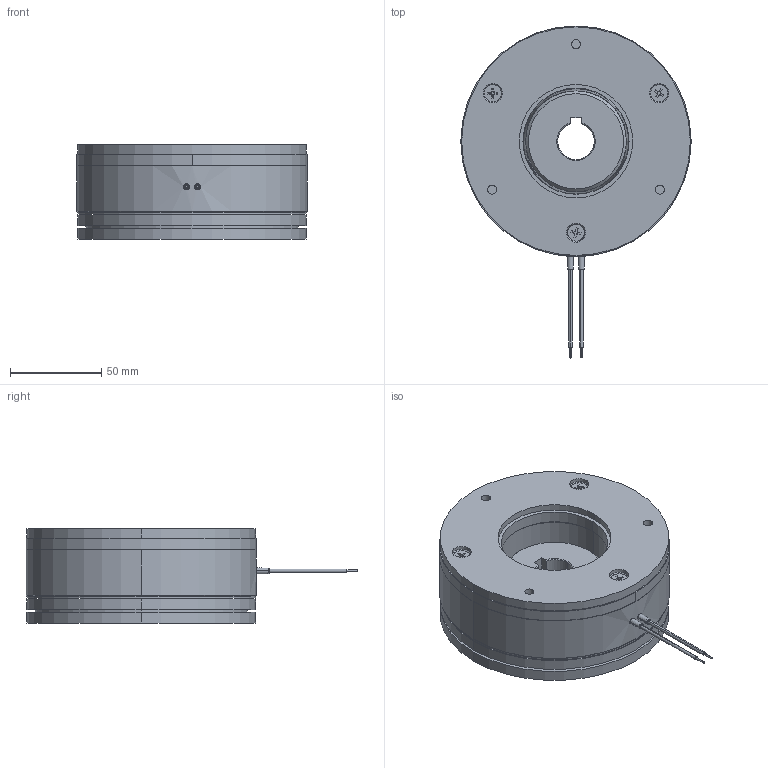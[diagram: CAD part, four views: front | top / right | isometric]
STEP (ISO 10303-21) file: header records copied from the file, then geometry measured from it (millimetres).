
FILE_DESCRIPTION (( 'STEP AP214' ), '1' );
FILE_NAME ('dr_bk_09P1-320_mu.STEP', '2021-11-30T14:02:26', ( '' ), ( '' ), 'SwSTEP 2.0', 'SolidWorks 2019', '' );
FILE_SCHEMA (( 'AUTOMOTIVE_DESIGN' ));
Length unit declared in the file: millimetre
Products named in the file (9): 10068848_000_eingebaut in 09.P1.010-0009 Ankerteil; 10068853_000_Montagezustand; 10069035_000; 10068977_000; 10069034_000; 10069032_000; 10069033_000; 10069462_000; dr_bk_09P1-320_mu
Assembly tree (18 placements, depth 4):
  dr_bk_09P1-320_mu
    10068977_000
    10069035_000
      10069462_000
      10069033_000
        10069032_000
        10069034_000
        10068848_000_eingebaut in 09.P1.010-0009 Ankerteil  x3
        10068853_000_Montagezustand  x3
      10068848_000_eingebaut in 09.P1.010-0009 Ankerteil  x3
      10068853_000_Montagezustand  x3
Bounding box: 126 x 181.5 x 51.5 mm (x, y, z)
Volume: 540714.6 mm3; surface area: 115357.4 mm2
Topology: 18 solids, 18 shells, 642 faces, 1599 edges, 1018 vertices
Faces by surface type: plane 193, cylinder 179, bspline 132, cone 102, torus 24, sphere 12
Entity records: 26414 total; most frequent: CARTESIAN_POINT 12206, ORIENTED_EDGE 2674, DIRECTION 2133, EDGE_CURVE 1337, VERTEX_POINT 868, AXIS2_PLACEMENT_3D 764, VECTOR 605, LINE 605
